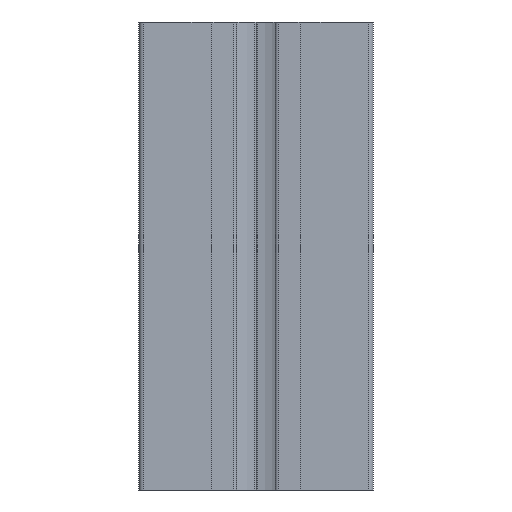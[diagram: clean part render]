
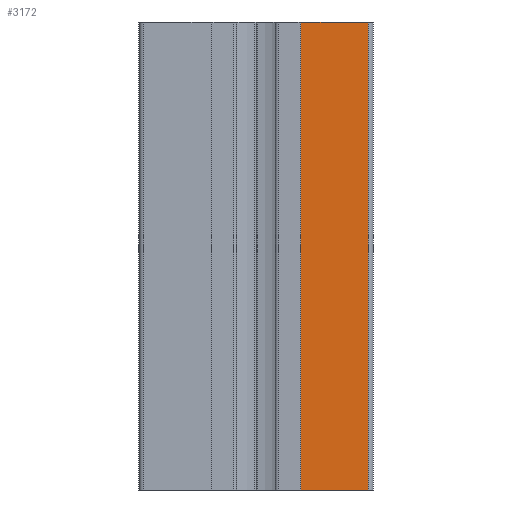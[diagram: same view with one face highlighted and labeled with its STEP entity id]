
A CAD part, front view. The second image highlights one B-rep face of the part: STEP entity #3172.
In plain terms, the highlighted planar face has unit normal (0, -1, 0).
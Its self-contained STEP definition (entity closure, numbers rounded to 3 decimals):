
#3114=CARTESIAN_POINT('',(-100.975,-15.759,100.0));
#3115=VERTEX_POINT('',#3114);
#3123=CARTESIAN_POINT('',(-100.975,-15.759,0.0));
#3124=VERTEX_POINT('',#3123);
#3125=CARTESIAN_POINT('',(-100.975,-15.759,0.0));
#3126=DIRECTION('',(0.0,0.0,1.0));
#3127=VECTOR('',#3126,100.0);
#3128=LINE('',#3125,#3127);
#3129=EDGE_CURVE('',#3124,#3115,#3128,.T.);
#3142=CARTESIAN_POINT('',(-100.975,-15.759,0.0));
#3143=DIRECTION('',(0.0,-1.0,0.0));
#3144=DIRECTION('',(0.0,0.0,-1.0));
#3145=AXIS2_PLACEMENT_3D('',#3142,#3143,#3144);
#3146=PLANE('',#3145);
#3147=CARTESIAN_POINT('',(-115.388,-15.759,100.0));
#3148=VERTEX_POINT('',#3147);
#3149=CARTESIAN_POINT('',(-100.975,-15.759,100.0));
#3150=DIRECTION('',(-1.0,0.0,0.0));
#3151=VECTOR('',#3150,14.413);
#3152=LINE('',#3149,#3151);
#3153=EDGE_CURVE('',#3115,#3148,#3152,.T.);
#3154=ORIENTED_EDGE('',*,*,#3153,.T.);
#3155=CARTESIAN_POINT('',(-115.388,-15.759,0.0));
#3156=VERTEX_POINT('',#3155);
#3157=CARTESIAN_POINT('',(-115.388,-15.759,0.0));
#3158=DIRECTION('',(0.0,0.0,1.0));
#3159=VECTOR('',#3158,100.0);
#3160=LINE('',#3157,#3159);
#3161=EDGE_CURVE('',#3156,#3148,#3160,.T.);
#3162=ORIENTED_EDGE('',*,*,#3161,.F.);
#3163=CARTESIAN_POINT('',(-115.388,-15.759,0.0));
#3164=DIRECTION('',(1.0,0.0,0.0));
#3165=VECTOR('',#3164,14.413);
#3166=LINE('',#3163,#3165);
#3167=EDGE_CURVE('',#3156,#3124,#3166,.T.);
#3168=ORIENTED_EDGE('',*,*,#3167,.T.);
#3169=ORIENTED_EDGE('',*,*,#3129,.T.);
#3170=EDGE_LOOP('',(#3154,#3162,#3168,#3169));
#3171=FACE_OUTER_BOUND('',#3170,.T.);
#3172=ADVANCED_FACE('',(#3171),#3146,.T.);
